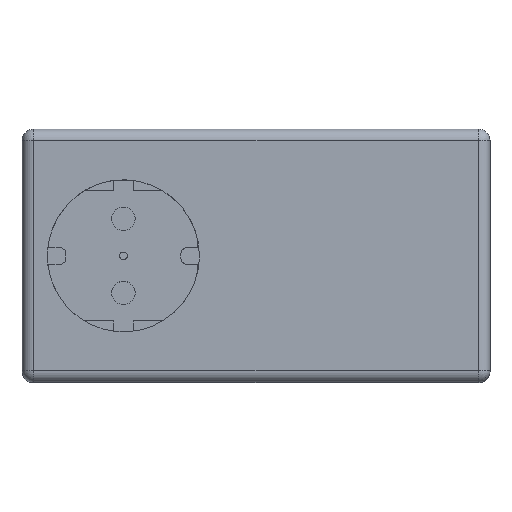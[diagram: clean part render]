
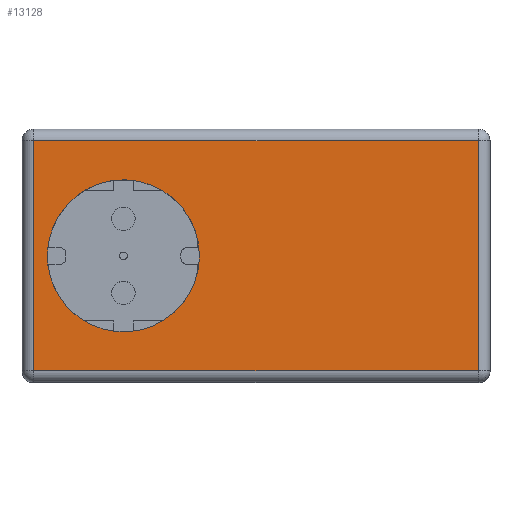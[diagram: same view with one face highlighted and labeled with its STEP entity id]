
A CAD part, top view. The second image highlights one B-rep face of the part: STEP entity #13128.
In plain terms, the highlighted face is planar.
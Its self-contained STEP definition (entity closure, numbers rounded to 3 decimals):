
#10056=CARTESIAN_POINT('',(14.5,0.,-43.0));
#10057=VERTEX_POINT('',#10056);
#10058=CARTESIAN_POINT('',(34.0,0.0,-43.0));
#10059=DIRECTION('',(0.0,0.0,1.0));
#10060=DIRECTION('',(1.0,0.0,0.0));
#10061=AXIS2_PLACEMENT_3D('',#10058,#10059,#10060);
#10062=CIRCLE('',#10061,19.5);
#10063=EDGE_CURVE('',#10057,#10057,#10062,.T.);
#12851=CARTESIAN_POINT('',(-57.0,-29.5,-43.0));
#12852=VERTEX_POINT('',#12851);
#12860=CARTESIAN_POINT('',(57.0,-29.5,-43.0));
#12861=VERTEX_POINT('',#12860);
#12862=CARTESIAN_POINT('',(-57.0,-29.5,-43.0));
#12863=DIRECTION('',(1.0,0.0,0.0));
#12864=VECTOR('',#12863,114.0);
#12865=LINE('',#12862,#12864);
#12866=EDGE_CURVE('',#12852,#12861,#12865,.T.);
#12900=CARTESIAN_POINT('',(57.0,29.5,-43.0));
#12901=VERTEX_POINT('',#12900);
#12902=CARTESIAN_POINT('',(57.0,-29.5,-43.0));
#12903=DIRECTION('',(0.0,1.0,0.0));
#12904=VECTOR('',#12903,59.);
#12905=LINE('',#12902,#12904);
#12906=EDGE_CURVE('',#12861,#12901,#12905,.T.);
#12957=CARTESIAN_POINT('',(-57.0,29.5,-43.0));
#12958=VERTEX_POINT('',#12957);
#12959=CARTESIAN_POINT('',(57.0,29.5,-43.0));
#12960=DIRECTION('',(-1.0,0.0,0.0));
#12961=VECTOR('',#12960,114.0);
#12962=LINE('',#12959,#12961);
#12963=EDGE_CURVE('',#12901,#12958,#12962,.T.);
#13012=CARTESIAN_POINT('',(-57.0,29.5,-43.0));
#13013=DIRECTION('',(0.0,-1.0,0.0));
#13014=VECTOR('',#13013,59.);
#13015=LINE('',#13012,#13014);
#13016=EDGE_CURVE('',#12958,#12852,#13015,.T.);
#13114=CARTESIAN_POINT('',(0.,0.,-43.0));
#13115=DIRECTION('',(0.0,0.0,1.0));
#13116=DIRECTION('',(1.0,0.0,0.0));
#13117=AXIS2_PLACEMENT_3D('',#13114,#13115,#13116);
#13118=PLANE('',#13117);
#13119=ORIENTED_EDGE('',*,*,#12866,.F.);
#13120=ORIENTED_EDGE('',*,*,#13016,.F.);
#13121=ORIENTED_EDGE('',*,*,#12963,.F.);
#13122=ORIENTED_EDGE('',*,*,#12906,.F.);
#13123=EDGE_LOOP('',(#13119,#13120,#13121,#13122));
#13124=FACE_OUTER_BOUND('',#13123,.T.);
#13125=ORIENTED_EDGE('',*,*,#10063,.T.);
#13126=EDGE_LOOP('',(#13125));
#13127=FACE_BOUND('',#13126,.T.);
#13128=ADVANCED_FACE('',(#13124,#13127),#13118,.F.);
